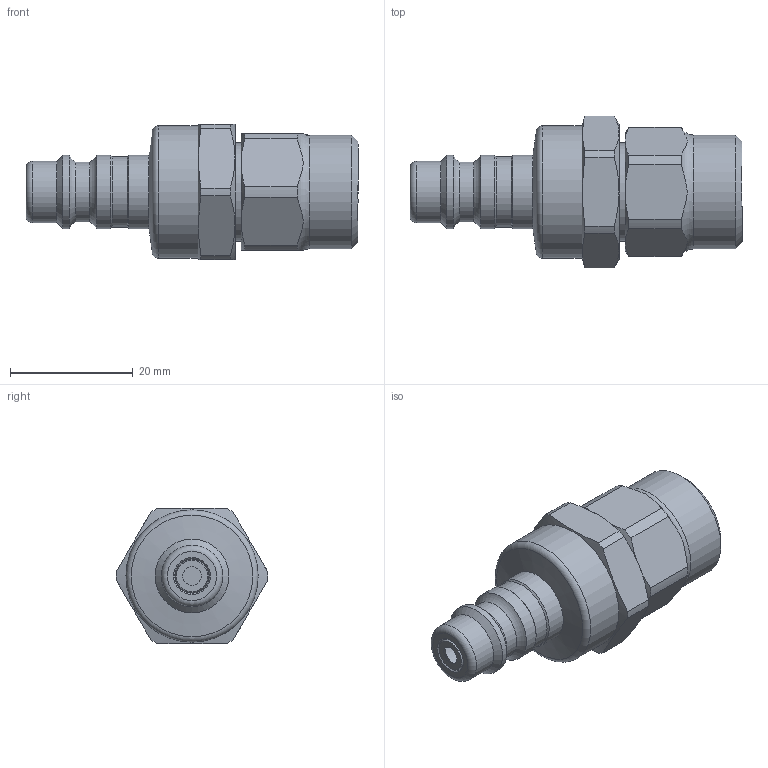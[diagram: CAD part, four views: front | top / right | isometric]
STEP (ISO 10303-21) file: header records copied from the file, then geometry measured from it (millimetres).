
FILE_DESCRIPTION(/* description */ (''),/* implementation_level */ '2;1');
FILE_NAME(/* name */ 'ESE 812 SQAB.stp',/* time_stamp */ '2022-11-29T06:48:27+01:00',/* author */ ('meier'),/* organization */ (''),/* preprocessor_version */ 'ST-DEVELOPER v18.1',/* originating_system */ 'Autodesk Inventor 2022',/* authorisation */ '0 mm^3');
FILE_SCHEMA (('AUTOMOTIVE_DESIGN { 1 0 10303 214 3 1 1 }'));
Length unit declared in the file: millimetre
Products named in the file (1): LUE_00041107
Bounding box: 54 x 24.7 x 22 mm (x, y, z)
Volume: 10869.8 mm3; surface area: 5156.6 mm2
Topology: 1 solids, 1 shells, 95 faces, 231 edges, 146 vertices
Faces by surface type: cone 31, cylinder 31, plane 22, torus 11
Full cylindrical faces by diameter (mm): 3 x1, 5.45 x1, 5.6 x1, 6 x1, 8 x1, 8.5 x1, 9.5 x1, 9.75 x1, 10 x2, 11.5 x1, 12 x3, 12.5 x1, 15 x1, 16 x1, 18.5 x1, 21.5 x1
Entity records: 2963 total; most frequent: CARTESIAN_POINT 616, DIRECTION 498, ORIENTED_EDGE 460, EDGE_CURVE 230, AXIS2_PLACEMENT_3D 221, VERTEX_POINT 146, CIRCLE 125, EDGE_LOOP 104
